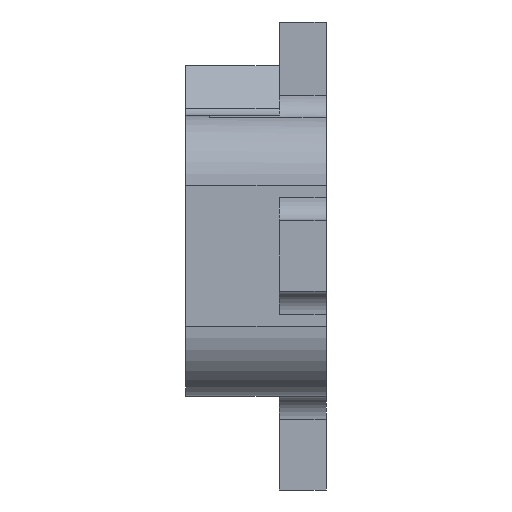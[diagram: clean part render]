
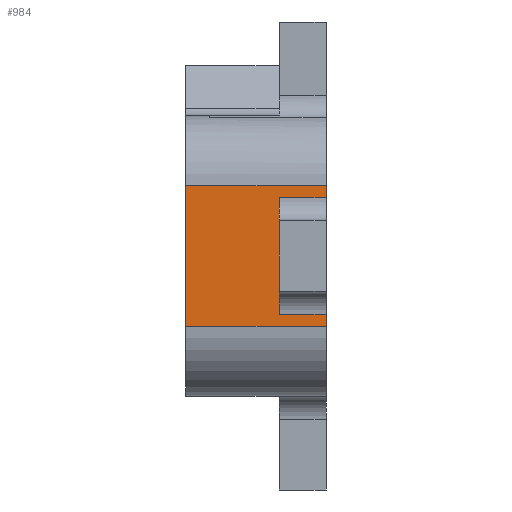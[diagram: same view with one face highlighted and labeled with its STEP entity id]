
A CAD part, left-side view. The second image highlights one B-rep face of the part: STEP entity #984.
In plain terms, the highlighted planar face has unit normal (-1, 0, 0).
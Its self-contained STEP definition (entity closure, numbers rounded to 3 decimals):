
#102=FACE_OUTER_BOUND('',#153,.T.);
#153=EDGE_LOOP('',(#762,#763,#764,#765,#766,#767,#768,#769));
#200=LINE('',#1502,#303);
#234=LINE('',#1610,#337);
#236=LINE('',#1616,#339);
#237=LINE('',#1618,#340);
#238=LINE('',#1620,#341);
#239=LINE('',#1621,#342);
#240=LINE('',#1623,#343);
#241=LINE('',#1624,#344);
#303=VECTOR('',#1183,10.);
#337=VECTOR('',#1283,10.);
#339=VECTOR('',#1289,10.);
#340=VECTOR('',#1290,10.);
#341=VECTOR('',#1291,10.);
#342=VECTOR('',#1292,10.);
#343=VECTOR('',#1293,10.);
#344=VECTOR('',#1294,10.);
#414=VERTEX_POINT('',#1499);
#415=VERTEX_POINT('',#1501);
#455=VERTEX_POINT('',#1607);
#456=VERTEX_POINT('',#1609);
#458=VERTEX_POINT('',#1615);
#459=VERTEX_POINT('',#1617);
#460=VERTEX_POINT('',#1619);
#461=VERTEX_POINT('',#1622);
#522=EDGE_CURVE('',#414,#415,#200,.T.);
#575=EDGE_CURVE('',#455,#456,#234,.T.);
#578=EDGE_CURVE('',#455,#458,#236,.T.);
#579=EDGE_CURVE('',#459,#458,#237,.T.);
#580=EDGE_CURVE('',#459,#460,#238,.T.);
#581=EDGE_CURVE('',#460,#415,#239,.T.);
#582=EDGE_CURVE('',#461,#414,#240,.T.);
#583=EDGE_CURVE('',#461,#456,#241,.T.);
#762=ORIENTED_EDGE('',*,*,#575,.F.);
#763=ORIENTED_EDGE('',*,*,#578,.T.);
#764=ORIENTED_EDGE('',*,*,#579,.F.);
#765=ORIENTED_EDGE('',*,*,#580,.T.);
#766=ORIENTED_EDGE('',*,*,#581,.T.);
#767=ORIENTED_EDGE('',*,*,#522,.F.);
#768=ORIENTED_EDGE('',*,*,#582,.F.);
#769=ORIENTED_EDGE('',*,*,#583,.T.);
#940=PLANE('',#1081);
#984=ADVANCED_FACE('',(#102),#940,.T.);
#1081=AXIS2_PLACEMENT_3D('',#1614,#1287,#1288);
#1183=DIRECTION('',(0.,0.,1.));
#1283=DIRECTION('',(0.,-1.,0.));
#1287=DIRECTION('center_axis',(-1.,0.,0.));
#1288=DIRECTION('ref_axis',(0.,0.,1.));
#1289=DIRECTION('',(0.,0.,1.));
#1290=DIRECTION('',(0.,1.,0.));
#1291=DIRECTION('',(0.,0.,1.));
#1292=DIRECTION('',(0.,1.,0.));
#1293=DIRECTION('',(0.,1.,0.));
#1294=DIRECTION('',(0.,0.,1.));
#1499=CARTESIAN_POINT('',(-3.,3.,-1.5));
#1501=CARTESIAN_POINT('',(-3.,3.,1.5));
#1502=CARTESIAN_POINT('',(-3.,3.,-1.5));
#1607=CARTESIAN_POINT('',(-3.,1.,-1.25));
#1609=CARTESIAN_POINT('',(-3.,0.,-1.25));
#1610=CARTESIAN_POINT('',(-3.,0.,-1.25));
#1614=CARTESIAN_POINT('Origin',(-3.,0.,-1.5));
#1615=CARTESIAN_POINT('',(-3.,1.,1.25));
#1616=CARTESIAN_POINT('',(-3.,1.,-0.75));
#1617=CARTESIAN_POINT('',(-3.,0.,1.25));
#1618=CARTESIAN_POINT('',(-3.,0.,1.25));
#1619=CARTESIAN_POINT('',(-3.,0.,1.5));
#1620=CARTESIAN_POINT('',(-3.,0.,-1.5));
#1621=CARTESIAN_POINT('',(-3.,0.,1.5));
#1622=CARTESIAN_POINT('',(-3.,0.,-1.5));
#1623=CARTESIAN_POINT('',(-3.,0.,-1.5));
#1624=CARTESIAN_POINT('',(-3.,0.,-1.5));
